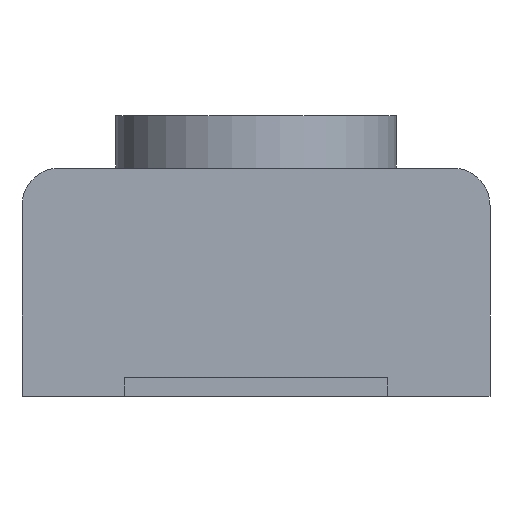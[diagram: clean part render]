
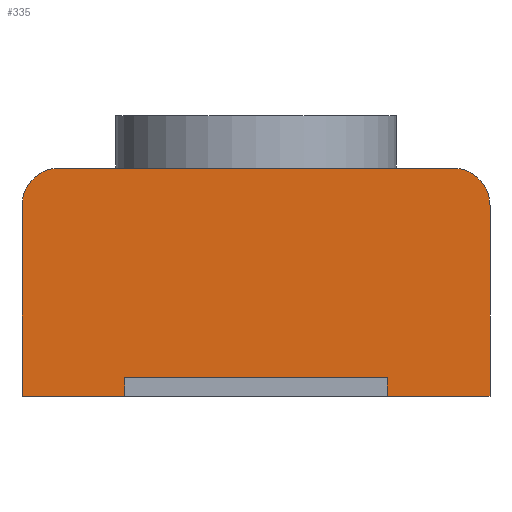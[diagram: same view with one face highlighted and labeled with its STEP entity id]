
A CAD part, left-side view. The second image highlights one B-rep face of the part: STEP entity #335.
In plain terms, the highlighted planar face has unit normal (-1, 0, 0).
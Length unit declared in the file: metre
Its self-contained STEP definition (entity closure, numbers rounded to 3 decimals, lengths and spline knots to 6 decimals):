
#17=CIRCLE('',#479,0.0002);
#18=CIRCLE('',#480,0.0002);
#39=ORIENTED_EDGE('',*,*,#125,.T.);
#40=ORIENTED_EDGE('',*,*,#126,.T.);
#41=ORIENTED_EDGE('',*,*,#122,.T.);
#42=ORIENTED_EDGE('',*,*,#127,.F.);
#43=ORIENTED_EDGE('',*,*,#128,.F.);
#44=ORIENTED_EDGE('',*,*,#129,.T.);
#45=ORIENTED_EDGE('',*,*,#130,.T.);
#46=ORIENTED_EDGE('',*,*,#131,.F.);
#47=ORIENTED_EDGE('',*,*,#120,.F.);
#48=ORIENTED_EDGE('',*,*,#132,.T.);
#120=EDGE_CURVE('',#163,#164,#192,.T.);
#122=EDGE_CURVE('',#165,#166,#194,.T.);
#125=EDGE_CURVE('',#167,#168,#197,.T.);
#126=EDGE_CURVE('',#168,#165,#17,.T.);
#127=EDGE_CURVE('',#169,#166,#198,.T.);
#128=EDGE_CURVE('',#170,#169,#199,.T.);
#129=EDGE_CURVE('',#170,#171,#200,.T.);
#130=EDGE_CURVE('',#171,#172,#201,.T.);
#131=EDGE_CURVE('',#164,#172,#202,.T.);
#132=EDGE_CURVE('',#163,#167,#18,.T.);
#163=VERTEX_POINT('',#609);
#164=VERTEX_POINT('',#611);
#165=VERTEX_POINT('',#615);
#166=VERTEX_POINT('',#616);
#167=VERTEX_POINT('',#621);
#168=VERTEX_POINT('',#622);
#169=VERTEX_POINT('',#625);
#170=VERTEX_POINT('',#627);
#171=VERTEX_POINT('',#629);
#172=VERTEX_POINT('',#631);
#192=LINE('',#610,#230);
#194=LINE('',#614,#232);
#197=LINE('',#620,#235);
#198=LINE('',#624,#236);
#199=LINE('',#626,#237);
#200=LINE('',#628,#238);
#201=LINE('',#630,#239);
#202=LINE('',#632,#240);
#230=VECTOR('',#516,1.);
#232=VECTOR('',#520,1.);
#235=VECTOR('',#525,1.);
#236=VECTOR('',#528,1.);
#237=VECTOR('',#529,1.);
#238=VECTOR('',#530,1.);
#239=VECTOR('',#531,1.);
#240=VECTOR('',#532,1.);
#262=EDGE_LOOP('',(#39,#40,#41,#42,#43,#44,#45,#46,#47,#48));
#282=FACE_BOUND('',#262,.T.);
#302=PLANE('',#478);
#335=ADVANCED_FACE('',(#282),#302,.T.);
#478=AXIS2_PLACEMENT_3D('',#619,#523,#524);
#479=AXIS2_PLACEMENT_3D('',#623,#526,#527);
#480=AXIS2_PLACEMENT_3D('',#633,#533,#534);
#516=DIRECTION('',(0.,0.,-1.));
#520=DIRECTION('',(0.,0.,-1.));
#523=DIRECTION('',(-1.,0.,0.));
#524=DIRECTION('',(0.,-1.,0.));
#525=DIRECTION('',(0.,1.,0.));
#526=DIRECTION('',(-1.,0.,0.));
#527=DIRECTION('',(0.,-1.,0.));
#528=DIRECTION('',(0.,1.,0.));
#529=DIRECTION('',(0.,0.,-1.));
#530=DIRECTION('',(0.,-1.,0.));
#531=DIRECTION('',(0.,0.,-1.));
#532=DIRECTION('',(0.,1.,0.));
#533=DIRECTION('',(-1.,0.,0.));
#534=DIRECTION('',(0.,-1.,0.));
#609=CARTESIAN_POINT('',(-0.0015,-0.00125,0.00102));
#610=CARTESIAN_POINT('',(-0.0015,-0.00125,0.00122));
#611=CARTESIAN_POINT('',(-0.0015,-0.00125,0.));
#614=CARTESIAN_POINT('',(-0.0015,0.00125,0.00122));
#615=CARTESIAN_POINT('',(-0.0015,0.00125,0.00102));
#616=CARTESIAN_POINT('',(-0.0015,0.00125,0.));
#619=CARTESIAN_POINT('',(-0.0015,0.,0.00122));
#620=CARTESIAN_POINT('',(-0.0015,0.,0.00122));
#621=CARTESIAN_POINT('',(-0.0015,-0.00105,0.00122));
#622=CARTESIAN_POINT('',(-0.0015,0.00105,0.00122));
#623=CARTESIAN_POINT('',(-0.0015,0.00105,0.00102));
#624=CARTESIAN_POINT('',(-0.0015,0.,0.));
#625=CARTESIAN_POINT('',(-0.0015,0.0007,0.));
#626=CARTESIAN_POINT('',(-0.0015,0.0007,0.0001));
#627=CARTESIAN_POINT('',(-0.0015,0.0007,0.0001));
#628=CARTESIAN_POINT('',(-0.0015,0.,0.0001));
#629=CARTESIAN_POINT('',(-0.0015,-0.0007,0.0001));
#630=CARTESIAN_POINT('',(-0.0015,-0.0007,0.0001));
#631=CARTESIAN_POINT('',(-0.0015,-0.0007,0.));
#632=CARTESIAN_POINT('',(-0.0015,0.,0.));
#633=CARTESIAN_POINT('',(-0.0015,-0.00105,0.00102));
